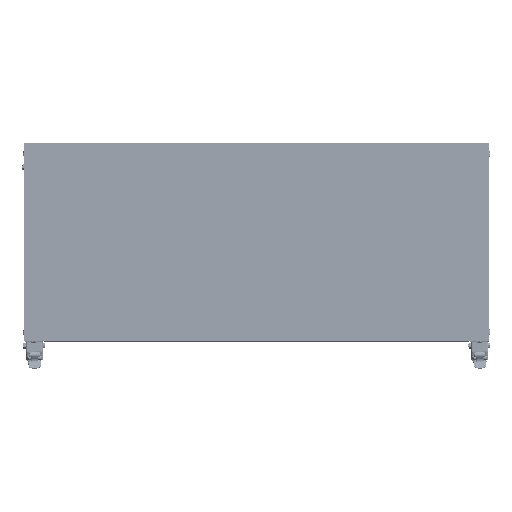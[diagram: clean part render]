
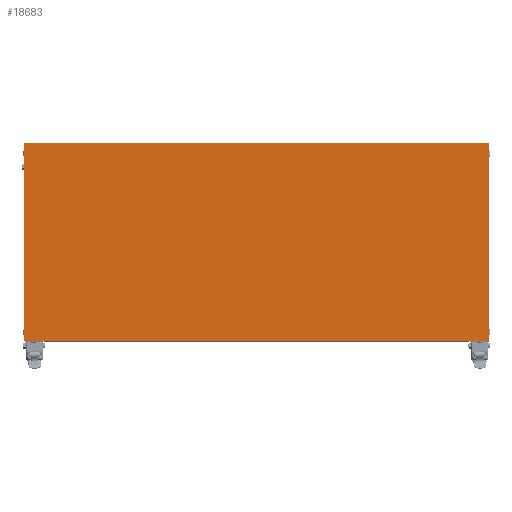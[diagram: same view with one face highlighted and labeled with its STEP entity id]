
A CAD part, top view. The second image highlights one B-rep face of the part: STEP entity #18683.
In plain terms, the highlighted planar face has unit normal (0, 0, 1).
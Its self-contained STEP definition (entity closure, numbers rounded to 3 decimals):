
#18683=ADVANCED_FACE('',(#27308),#27309,.T.);
#27308=FACE_OUTER_BOUND('',#42643,.T.);
#27309=PLANE('',#42644);
#42643=EDGE_LOOP('',(#63524,#63525,#63526,#63527));
#42644=AXIS2_PLACEMENT_3D('',#63528,#63529,#63530);
#63524=ORIENTED_EDGE('',*,*,#82890,.F.);
#63525=ORIENTED_EDGE('',*,*,#82893,.F.);
#63526=ORIENTED_EDGE('',*,*,#82885,.F.);
#63527=ORIENTED_EDGE('',*,*,#82881,.F.);
#63528=CARTESIAN_POINT('',(0.,0.,822.));
#63529=DIRECTION('',(0.0,0.0,1.0));
#63530=DIRECTION('',(1.0,0.0,0.0));
#82881=EDGE_CURVE('',#97327,#97329,#97330,.T.);
#82885=EDGE_CURVE('',#97329,#97335,#97336,.T.);
#82890=EDGE_CURVE('',#97342,#97327,#97344,.T.);
#82893=EDGE_CURVE('',#97335,#97342,#97347,.T.);
#97327=VERTEX_POINT('',#123101);
#97329=VERTEX_POINT('',#123104);
#97330=LINE('',#123105,#123106);
#97335=VERTEX_POINT('',#123113);
#97336=LINE('',#123114,#123115);
#97342=VERTEX_POINT('',#123123);
#97344=LINE('',#123126,#123127);
#97347=LINE('',#123131,#123132);
#123101=CARTESIAN_POINT('',(-470.,-200.,822.));
#123104=CARTESIAN_POINT('',(-470.,200.,822.));
#123105=CARTESIAN_POINT('',(-470.,0.,822.));
#123106=VECTOR('',#141211,1.0);
#123113=CARTESIAN_POINT('',(470.,200.,822.));
#123114=CARTESIAN_POINT('',(0.,200.,822.));
#123115=VECTOR('',#141214,1.0);
#123123=CARTESIAN_POINT('',(470.,-200.,822.));
#123126=CARTESIAN_POINT('',(0.,-200.,822.));
#123127=VECTOR('',#141218,1.0);
#123131=CARTESIAN_POINT('',(470.,0.,822.));
#123132=VECTOR('',#141220,1.0);
#141211=DIRECTION('',(0.0,1.0,0.0));
#141214=DIRECTION('',(1.0,0.0,0.0));
#141218=DIRECTION('',(-1.0,0.0,0.0));
#141220=DIRECTION('',(0.0,-1.0,0.0));
